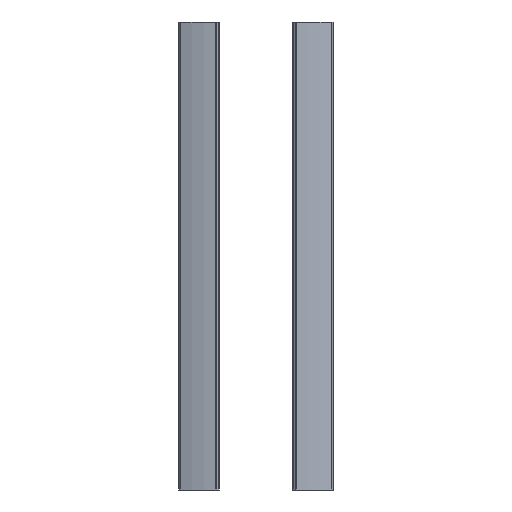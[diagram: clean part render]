
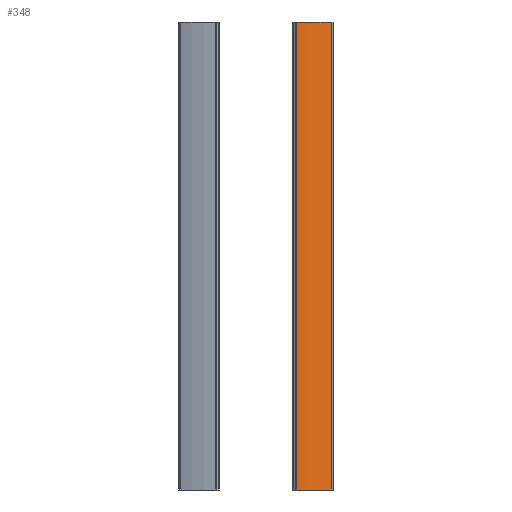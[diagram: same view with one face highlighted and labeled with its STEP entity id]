
A CAD part, left-side view. The second image highlights one B-rep face of the part: STEP entity #348.
In plain terms, the highlighted cylindrical face has radius 80 mm (diameter 160 mm), a partial arc.
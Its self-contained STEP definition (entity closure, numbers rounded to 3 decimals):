
#148=CARTESIAN_POINT('',(-55.565,-10.262,-134.1));
#149=VERTEX_POINT('',#148);
#157=CARTESIAN_POINT('',(-60.164,10.078,-134.1));
#158=VERTEX_POINT('',#157);
#159=CARTESIAN_POINT('',(19.5,17.4,-134.1));
#160=DIRECTION('',(0.0,0.0,-1.0));
#161=DIRECTION('',(-0.996,-0.092,0.0));
#162=AXIS2_PLACEMENT_3D('',#159,#160,#161);
#163=CIRCLE('',#162,80.0);
#164=EDGE_CURVE('',#149,#158,#163,.T.);
#305=CARTESIAN_POINT('',(-55.565,-10.262,134.1));
#306=VERTEX_POINT('',#305);
#314=CARTESIAN_POINT('',(-55.565,-10.262,-134.1));
#315=DIRECTION('',(0.0,0.0,1.0));
#316=VECTOR('',#315,268.2);
#317=LINE('',#314,#316);
#318=EDGE_CURVE('',#149,#306,#317,.T.);
#324=CARTESIAN_POINT('',(19.5,17.4,0.0));
#325=DIRECTION('',(0.0,0.0,1.0));
#326=DIRECTION('',(-0.996,-0.092,0.0));
#327=AXIS2_PLACEMENT_3D('',#324,#325,#326);
#328=CYLINDRICAL_SURFACE('',#327,80.);
#329=ORIENTED_EDGE('',*,*,#318,.T.);
#330=CARTESIAN_POINT('',(-60.164,10.078,134.1));
#331=VERTEX_POINT('',#330);
#332=CARTESIAN_POINT('',(19.5,17.4,134.1));
#333=DIRECTION('',(0.0,0.0,1.0));
#334=DIRECTION('',(-0.996,-0.092,0.0));
#335=AXIS2_PLACEMENT_3D('',#332,#333,#334);
#336=CIRCLE('',#335,80.0);
#337=EDGE_CURVE('',#331,#306,#336,.T.);
#338=ORIENTED_EDGE('',*,*,#337,.F.);
#339=CARTESIAN_POINT('',(-60.164,10.078,-134.1));
#340=DIRECTION('',(0.0,0.0,1.0));
#341=VECTOR('',#340,268.2);
#342=LINE('',#339,#341);
#343=EDGE_CURVE('',#158,#331,#342,.T.);
#344=ORIENTED_EDGE('',*,*,#343,.F.);
#345=ORIENTED_EDGE('',*,*,#164,.F.);
#346=EDGE_LOOP('',(#329,#338,#344,#345));
#347=FACE_OUTER_BOUND('',#346,.T.);
#348=ADVANCED_FACE('',(#347),#328,.T.);
